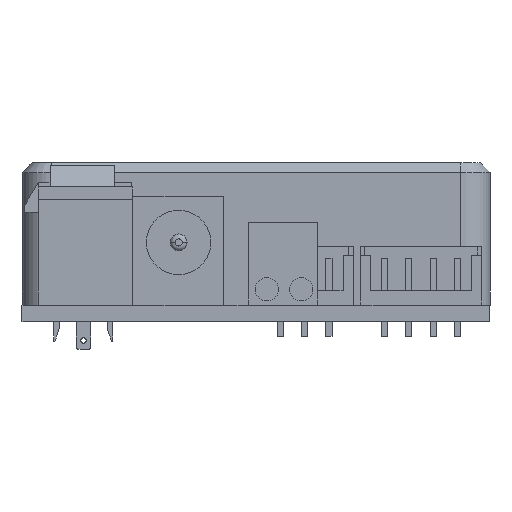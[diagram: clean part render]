
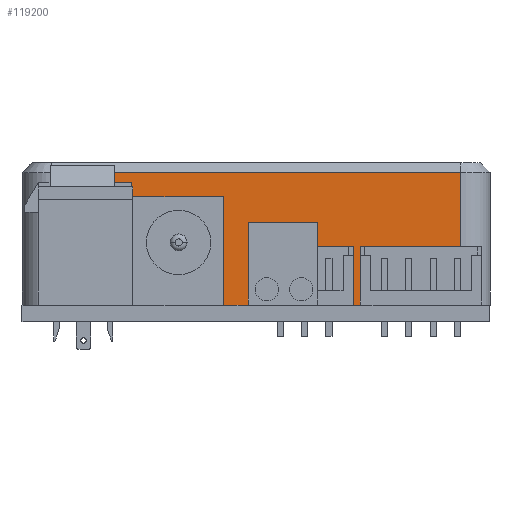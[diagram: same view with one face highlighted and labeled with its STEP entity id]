
A CAD part, left-side view. The second image highlights one B-rep face of the part: STEP entity #119200.
In plain terms, the highlighted face is planar.
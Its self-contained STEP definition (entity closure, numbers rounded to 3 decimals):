
#99780=CARTESIAN_POINT('',(3.,0.,0.));
#99790=VERTEX_POINT('',#99780);
#99820=CARTESIAN_POINT('',(45.,0.,0.));
#99830=DIRECTION('',(-1.,0.,0.));
#99840=VECTOR('',#99830,1.);
#99850=LINE('',#99820,#99840);
#99860=CARTESIAN_POINT('',(45.,0.,0.
));
#99870=VERTEX_POINT('',#99860);
#99880=EDGE_CURVE('',#99870,#99790,#99850,.T.);
#118700=CARTESIAN_POINT('',(45.,14.6,0.));
#118710=DIRECTION('',(0.,-1.,0.));
#118720=VECTOR('',#118710,1.);
#118730=LINE('',#118700,#118720);
#118740=CARTESIAN_POINT('',(45.,13.6,0.));
#118750=VERTEX_POINT('',#118740);
#118760=EDGE_CURVE('',#118750,#99870,#118730,.T.);
#118970=CARTESIAN_POINT('',(3.,14.6,0.));
#118980=DIRECTION('',(0.,0.,-1.));
#118990=DIRECTION('',(-1.,0.,0.));
#119000=AXIS2_PLACEMENT_3D('',#118970,#118980,#118990);
#119010=PLANE('',#119000);
#119020=CARTESIAN_POINT('',(3.,0.,0.));
#119030=DIRECTION('',(0.,1.,0.));
#119040=VECTOR('',#119030,1.);
#119050=LINE('',#119020,#119040);
#119060=CARTESIAN_POINT('',(3.,13.6,0.)
);
#119070=VERTEX_POINT('',#119060);
#119080=EDGE_CURVE('',#99790,#119070,#119050,.T.);
#119090=ORIENTED_EDGE('',*,*,#119080,.F.);
#119100=CARTESIAN_POINT('',(24.,13.6,0.));
#119110=DIRECTION('',(-1.,0.,0.));
#119120=VECTOR('',#119110,1.);
#119130=LINE('',#119100,#119120);
#119140=EDGE_CURVE('',#118750,#119070,#119130,.T.);
#119150=ORIENTED_EDGE('',*,*,#119140,.T.);
#119160=ORIENTED_EDGE('',*,*,#118760,.F.);
#119170=ORIENTED_EDGE('',*,*,#99880,.F.);
#119180=EDGE_LOOP('',(#119170,#119160,#119150,#119090));
#119190=FACE_OUTER_BOUND('',#119180,.T.);
#119200=ADVANCED_FACE('',(#119190),#119010,.F.);
